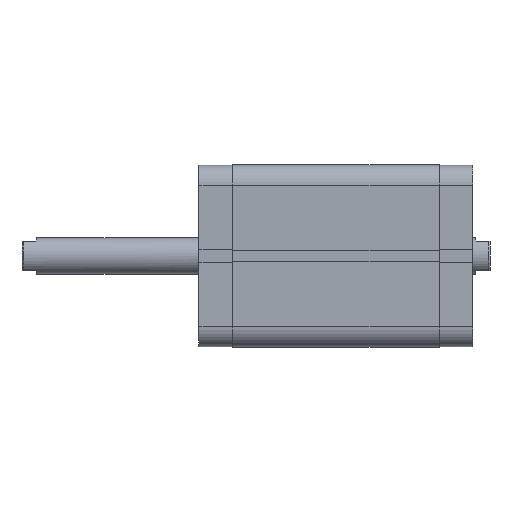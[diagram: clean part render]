
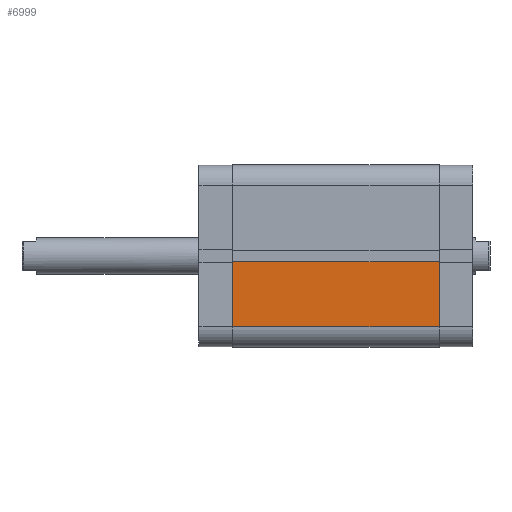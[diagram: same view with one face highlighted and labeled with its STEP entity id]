
A CAD part, front view. The second image highlights one B-rep face of the part: STEP entity #6999.
In plain terms, the highlighted planar face has unit normal (0, -1, 0).
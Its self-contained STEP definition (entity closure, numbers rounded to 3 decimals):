
#604 = LINE ( 'NONE', #4291, #605 ) ;
#605 = VECTOR ( 'NONE', #4292, 1000. ) ;
#606 = LINE ( 'NONE', #4294, #607 ) ;
#607 = VECTOR ( 'NONE', #4295, 1000. ) ;
#610 = LINE ( 'NONE', #4293, #614 ) ;
#612 = LINE ( 'NONE', #4301, #613 ) ;
#613 = VECTOR ( 'NONE', #4302, 1000. ) ;
#614 = VECTOR ( 'NONE', #4304, 1000. ) ;
#895 = FACE_OUTER_BOUND ( 'NONE', #7136, .T. ) ;
#1739 = CARTESIAN_POINT ( 'NONE',  ( -31., -40., 90.5 ) ) ;
#1751 = CARTESIAN_POINT ( 'NONE',  ( -31., -40., 0. ) ) ;
#1762 = CARTESIAN_POINT ( 'NONE',  ( -2.6, -40., 0. ) ) ;
#1768 = CARTESIAN_POINT ( 'NONE',  ( -2.6, -40., 90.5 ) ) ;
#2966 = ORIENTED_EDGE ( 'NONE', *, *, #6021, .T. ) ;
#2967 = ORIENTED_EDGE ( 'NONE', *, *, #6020, .F. ) ;
#2968 = ORIENTED_EDGE ( 'NONE', *, *, #6024, .F. ) ;
#2969 = ORIENTED_EDGE ( 'NONE', *, *, #6025, .T. ) ;
#4291 = CARTESIAN_POINT ( 'NONE',  ( 0., -40., 90.5 ) ) ;
#4292 = DIRECTION ( 'NONE',  ( 1., 0., 0. ) ) ;
#4293 = CARTESIAN_POINT ( 'NONE',  ( 0., -40., 0. ) ) ;
#4294 = CARTESIAN_POINT ( 'NONE',  ( -31., -40., 90.5 ) ) ;
#4295 = DIRECTION ( 'NONE',  ( 0., 0., -1. ) ) ;
#4301 = CARTESIAN_POINT ( 'NONE',  ( -2.6, -40., 90.5 ) ) ;
#4302 = DIRECTION ( 'NONE',  ( 0., 0., -1. ) ) ;
#4304 = DIRECTION ( 'NONE',  ( 1., 0., 0. ) ) ;
#4885 = CARTESIAN_POINT ( 'NONE',  ( 0., -40., 90.5 ) ) ;
#4886 = PLANE ( 'NONE',  #6273 ) ;
#4888 = DIRECTION ( 'NONE',  ( 0., 1., 0. ) ) ;
#4889 = DIRECTION ( 'NONE',  ( 0., 0., 1. ) ) ;
#5325 = VERTEX_POINT ( 'NONE', #1739 ) ;
#5337 = VERTEX_POINT ( 'NONE', #1751 ) ;
#5348 = VERTEX_POINT ( 'NONE', #1762 ) ;
#5354 = VERTEX_POINT ( 'NONE', #1768 ) ;
#6020 = EDGE_CURVE ( 'NONE', #5325, #5354, #604, .T. ) ;
#6021 = EDGE_CURVE ( 'NONE', #5325, #5337, #606, .T. ) ;
#6024 = EDGE_CURVE ( 'NONE', #5354, #5348, #612, .T. ) ;
#6025 = EDGE_CURVE ( 'NONE', #5337, #5348, #610, .T. ) ;
#6273 = AXIS2_PLACEMENT_3D ( 'NONE', #4885, #4888, #4889 ) ;
#6999 = ADVANCED_FACE ( 'NONE', ( #895 ), #4886, .F. ) ;
#7136 = EDGE_LOOP ( 'NONE', ( #2969, #2968, #2967, #2966 ) ) ;
